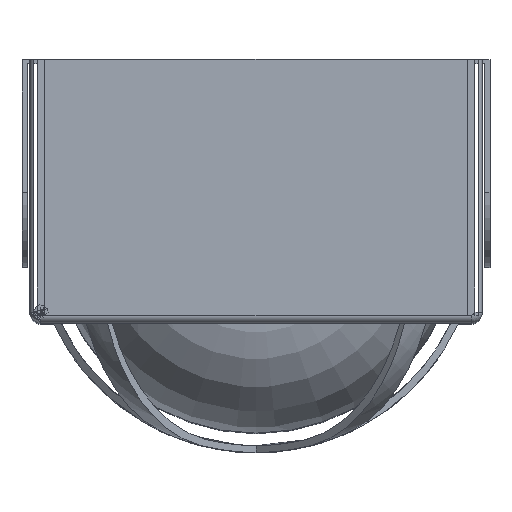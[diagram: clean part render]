
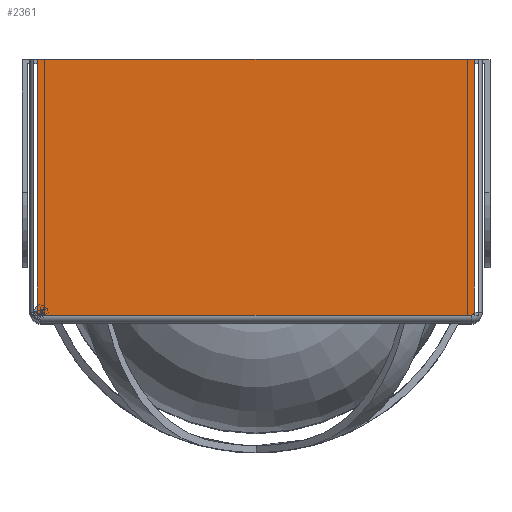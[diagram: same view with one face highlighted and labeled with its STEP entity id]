
A CAD part, top view. The second image highlights one B-rep face of the part: STEP entity #2361.
In plain terms, the highlighted planar face has unit normal (0, 0, 1).
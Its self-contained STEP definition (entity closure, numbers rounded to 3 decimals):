
#1467 = VERTEX_POINT('',#1468);
#1468 = CARTESIAN_POINT('',(2.85,-1.64,7.1));
#1475 = EDGE_CURVE('',#1467,#1476,#1478,.T.);
#1476 = VERTEX_POINT('',#1477);
#1477 = CARTESIAN_POINT('',(-2.85,-1.64,7.1));
#1478 = LINE('',#1479,#1480);
#1479 = CARTESIAN_POINT('',(2.85,-1.64,7.1));
#1480 = VECTOR('',#1481,1.);
#1481 = DIRECTION('',(-1.,0.,0.));
#1542 = VERTEX_POINT('',#1543);
#1543 = CARTESIAN_POINT('',(2.89,-1.6,7.1));
#1568 = EDGE_CURVE('',#1542,#1467,#1569,.T.);
#1569 = CIRCLE('',#1570,0.04);
#1570 = AXIS2_PLACEMENT_3D('',#1571,#1572,#1573);
#1571 = CARTESIAN_POINT('',(2.85,-1.6,7.1));
#1572 = DIRECTION('',(0.,0.,-1.));
#1573 = DIRECTION('',(1.,0.,0.));
#2335 = VERTEX_POINT('',#2336);
#2336 = CARTESIAN_POINT('',(-2.89,-1.6,7.1));
#2343 = EDGE_CURVE('',#1476,#2335,#2344,.T.);
#2344 = CIRCLE('',#2345,0.04);
#2345 = AXIS2_PLACEMENT_3D('',#2346,#2347,#2348);
#2346 = CARTESIAN_POINT('',(-2.85,-1.6,7.1));
#2347 = DIRECTION('',(0.,-0.,-1.));
#2348 = DIRECTION('',(0.,-1.,0.));
#2361 = ADVANCED_FACE('',(#2362),#2389,.T.);
#2362 = FACE_BOUND('',#2363,.T.);
#2363 = EDGE_LOOP('',(#2364,#2374,#2380,#2381,#2382,#2383));
#2364 = ORIENTED_EDGE('',*,*,#2365,.F.);
#2365 = EDGE_CURVE('',#2366,#2368,#2370,.T.);
#2366 = VERTEX_POINT('',#2367);
#2367 = CARTESIAN_POINT('',(-2.89,1.75,7.1));
#2368 = VERTEX_POINT('',#2369);
#2369 = CARTESIAN_POINT('',(2.89,1.75,7.1));
#2370 = LINE('',#2371,#2372);
#2371 = CARTESIAN_POINT('',(-3.,1.75,7.1));
#2372 = VECTOR('',#2373,1.);
#2373 = DIRECTION('',(1.,0.,0.));
#2374 = ORIENTED_EDGE('',*,*,#2375,.F.);
#2375 = EDGE_CURVE('',#2335,#2366,#2376,.T.);
#2376 = LINE('',#2377,#2378);
#2377 = CARTESIAN_POINT('',(-2.89,-1.6,7.1));
#2378 = VECTOR('',#2379,1.);
#2379 = DIRECTION('',(0.,1.,0.));
#2380 = ORIENTED_EDGE('',*,*,#2343,.F.);
#2381 = ORIENTED_EDGE('',*,*,#1475,.F.);
#2382 = ORIENTED_EDGE('',*,*,#1568,.F.);
#2383 = ORIENTED_EDGE('',*,*,#2384,.F.);
#2384 = EDGE_CURVE('',#2368,#1542,#2385,.T.);
#2385 = LINE('',#2386,#2387);
#2386 = CARTESIAN_POINT('',(2.89,1.75,7.1));
#2387 = VECTOR('',#2388,1.);
#2388 = DIRECTION('',(0.,-1.,0.));
#2389 = PLANE('',#2390);
#2390 = AXIS2_PLACEMENT_3D('',#2391,#2392,#2393);
#2391 = CARTESIAN_POINT('',(0.,0.,7.1));
#2392 = DIRECTION('',(0.,0.,1.));
#2393 = DIRECTION('',(1.,0.,0.));
